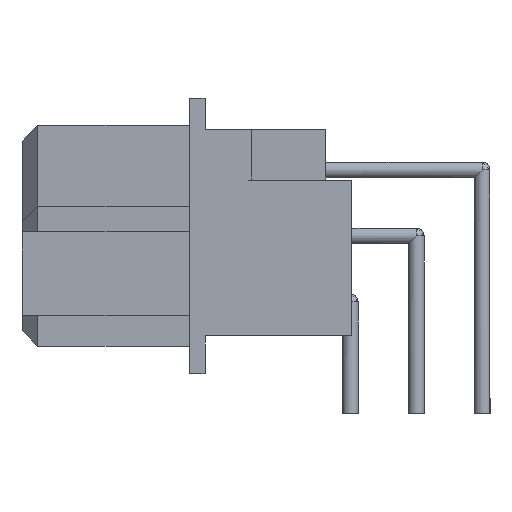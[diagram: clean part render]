
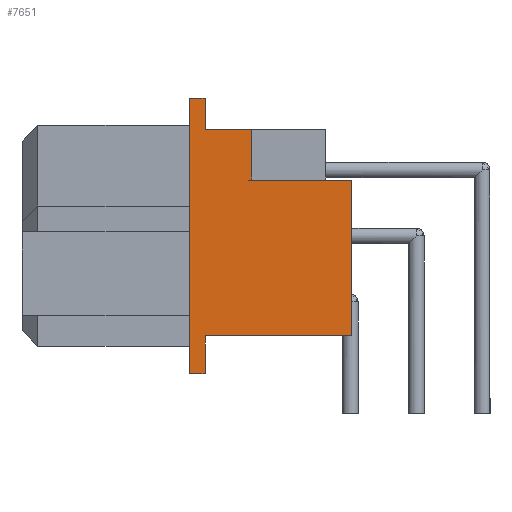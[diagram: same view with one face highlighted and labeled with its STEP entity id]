
A CAD part, left-side view. The second image highlights one B-rep face of the part: STEP entity #7651.
In plain terms, the highlighted planar face has unit normal (-1, 0, 0).
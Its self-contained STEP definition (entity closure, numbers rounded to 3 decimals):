
#534=LINE($,#12561,#1240);
#679=LINE($,#12859,#1385);
#685=LINE($,#12870,#1391);
#686=LINE($,#12873,#1392);
#689=LINE($,#12879,#1395);
#701=LINE($,#12903,#1407);
#703=LINE($,#12908,#1409);
#704=LINE($,#12909,#1410);
#705=LINE($,#12910,#1411);
#706=LINE($,#12911,#1412);
#1240=VECTOR($,#10457,6.);
#1385=VECTOR($,#10718,0.6);
#1391=VECTOR($,#10726,10.6);
#1392=VECTOR($,#10729,0.6);
#1395=VECTOR($,#10734,1.45);
#1407=VECTOR($,#10752,1.2);
#1409=VECTOR($,#10756,1.95);
#1410=VECTOR($,#10757,1.791);
#1411=VECTOR($,#10758,5.65);
#1412=VECTOR($,#10759,3.859);
#2343=FACE_OUTER_BOUND($,#3021,.T.);
#3021=EDGE_LOOP($,(#6676,#6677,#6678,#6679,#6680,#6681,#6682,#6683,#6684,
#6685));
#3777=VERTEX_POINT($,#12558);
#3778=VERTEX_POINT($,#12560);
#3872=VERTEX_POINT($,#12857);
#3873=VERTEX_POINT($,#12858);
#3877=VERTEX_POINT($,#12868);
#3878=VERTEX_POINT($,#12872);
#3880=VERTEX_POINT($,#12878);
#3889=VERTEX_POINT($,#12902);
#3890=VERTEX_POINT($,#12906);
#3891=VERTEX_POINT($,#12907);
#4659=EDGE_CURVE($,#3777,#3778,#534,.T.);
#4804=EDGE_CURVE($,#3872,#3873,#679,.T.);
#4810=EDGE_CURVE($,#3877,#3872,#685,.T.);
#4811=EDGE_CURVE($,#3878,#3877,#686,.T.);
#4814=EDGE_CURVE($,#3880,#3878,#689,.T.);
#4826=EDGE_CURVE($,#3873,#3889,#701,.T.);
#4828=EDGE_CURVE($,#3890,#3891,#703,.T.);
#4829=EDGE_CURVE($,#3889,#3891,#704,.T.);
#4830=EDGE_CURVE($,#3778,#3880,#705,.T.);
#4831=EDGE_CURVE($,#3777,#3890,#706,.T.);
#6676=ORIENTED_EDGE($,*,*,#4828,.T.);
#6677=ORIENTED_EDGE($,*,*,#4829,.F.);
#6678=ORIENTED_EDGE($,*,*,#4826,.F.);
#6679=ORIENTED_EDGE($,*,*,#4804,.F.);
#6680=ORIENTED_EDGE($,*,*,#4810,.F.);
#6681=ORIENTED_EDGE($,*,*,#4811,.F.);
#6682=ORIENTED_EDGE($,*,*,#4814,.F.);
#6683=ORIENTED_EDGE($,*,*,#4830,.F.);
#6684=ORIENTED_EDGE($,*,*,#4659,.F.);
#6685=ORIENTED_EDGE($,*,*,#4831,.T.);
#7120=PLANE($,#8525);
#7651=ADVANCED_FACE($,(#2343),#7120,.T.);
#8525=AXIS2_PLACEMENT_3D($,#12905,#10754,#10755);
#10457=DIRECTION($,(0.,0.,-1.));
#10718=DIRECTION($,(0.,-1.,0.));
#10726=DIRECTION($,(0.,0.,1.));
#10729=DIRECTION($,(0.,1.,0.));
#10734=DIRECTION($,(0.,0.,-1.));
#10752=DIRECTION($,(0.,0.,-1.));
#10754=DIRECTION('center_axis',(-1.,0.,0.));
#10755=DIRECTION('ref_axis',(0.,1.,0.));
#10756=DIRECTION($,(0.,0.,1.));
#10757=DIRECTION($,(0.,-1.,0.));
#10758=DIRECTION($,(0.,1.,0.));
#10759=DIRECTION($,(0.,1.,0.));
#12558=CARTESIAN_POINT('',(-7.9,-0.06,6.));
#12560=CARTESIAN_POINT('',(-7.9,-0.06,0.));
#12561=CARTESIAN_POINT($,(-7.9,-0.06,6.));
#12857=CARTESIAN_POINT('',(-7.9,6.19,9.15));
#12858=CARTESIAN_POINT('',(-7.9,5.59,9.15));
#12859=CARTESIAN_POINT($,(-7.9,6.19,9.15));
#12868=CARTESIAN_POINT('',(-7.9,6.19,-1.45));
#12870=CARTESIAN_POINT($,(-7.9,6.19,-1.45));
#12872=CARTESIAN_POINT('',(-7.9,5.59,-1.45));
#12873=CARTESIAN_POINT($,(-7.9,5.59,-1.45));
#12878=CARTESIAN_POINT('',(-7.9,5.59,0.));
#12879=CARTESIAN_POINT($,(-7.9,5.59,0.));
#12902=CARTESIAN_POINT('',(-7.9,5.59,7.95));
#12903=CARTESIAN_POINT($,(-7.9,5.59,9.15));
#12905=CARTESIAN_POINT('Origin',(-7.9,-0.695,9.68));
#12906=CARTESIAN_POINT('',(-7.9,3.799,6.));
#12907=CARTESIAN_POINT('',(-7.9,3.799,7.95));
#12908=CARTESIAN_POINT($,(-7.9,3.799,6.));
#12909=CARTESIAN_POINT($,(-7.9,5.59,7.95));
#12910=CARTESIAN_POINT($,(-7.9,-0.06,0.));
#12911=CARTESIAN_POINT($,(-7.9,-0.06,6.));
